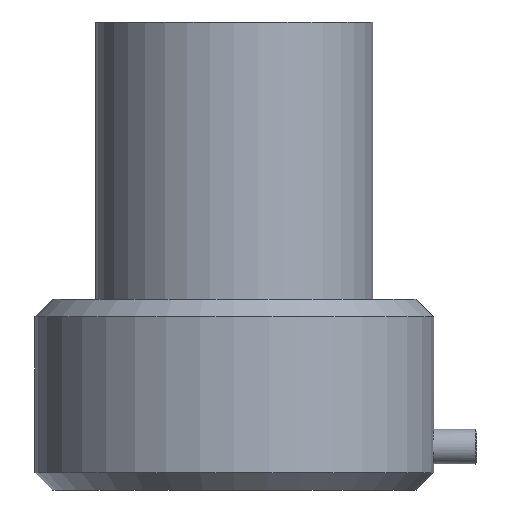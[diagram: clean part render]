
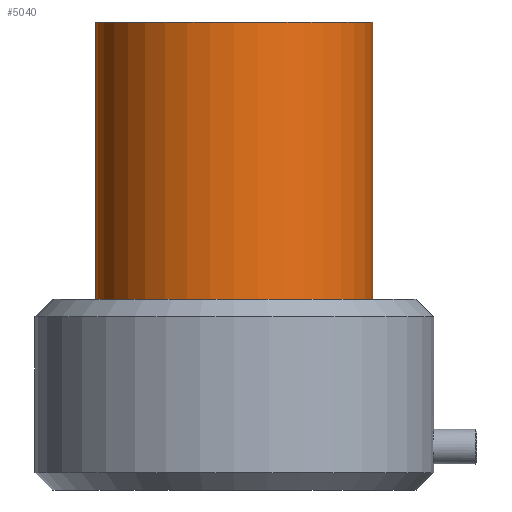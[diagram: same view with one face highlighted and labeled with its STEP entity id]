
A CAD part, front view. The second image highlights one B-rep face of the part: STEP entity #5040.
In plain terms, the highlighted cylindrical face has radius 8 mm (diameter 16 mm), a full revolution.
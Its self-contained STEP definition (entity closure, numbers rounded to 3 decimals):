
#48=CYLINDRICAL_SURFACE('',#5239,8.);
#54=CIRCLE('',#5223,8.);
#59=CIRCLE('',#5240,8.);
#471=FACE_OUTER_BOUND('',#779,.T.);
#779=EDGE_LOOP('',(#4482,#4483,#4484,#4485));
#1160=LINE('',#9509,#1539);
#1539=VECTOR('',#5838,8.);
#2348=VERTEX_POINT('',#9484);
#2353=VERTEX_POINT('',#9508);
#3065=EDGE_CURVE('',#2348,#2348,#54,.T.);
#3072=EDGE_CURVE('',#2348,#2353,#1160,.T.);
#3073=EDGE_CURVE('',#2353,#2353,#59,.T.);
#4482=ORIENTED_EDGE('',*,*,#3065,.T.);
#4483=ORIENTED_EDGE('',*,*,#3072,.T.);
#4484=ORIENTED_EDGE('',*,*,#3073,.F.);
#4485=ORIENTED_EDGE('',*,*,#3072,.F.);
#5040=ADVANCED_FACE('',(#471),#48,.T.);
#5223=AXIS2_PLACEMENT_3D('',#9485,#5802,#5803);
#5239=AXIS2_PLACEMENT_3D('',#9507,#5836,#5837);
#5240=AXIS2_PLACEMENT_3D('',#9510,#5839,#5840);
#5802=DIRECTION('center_axis',(0.,0.,-1.));
#5803=DIRECTION('ref_axis',(-1.,0.,0.));
#5836=DIRECTION('center_axis',(0.,0.,1.));
#5837=DIRECTION('ref_axis',(-1.,0.,0.));
#5838=DIRECTION('',(0.,0.,-1.));
#5839=DIRECTION('center_axis',(0.,0.,-1.));
#5840=DIRECTION('ref_axis',(-1.,0.,0.));
#9484=CARTESIAN_POINT('',(8.,0.,16.));
#9485=CARTESIAN_POINT('Origin',(0.,0.,16.));
#9507=CARTESIAN_POINT('Origin',(0.,0.,0.));
#9508=CARTESIAN_POINT('',(8.,0.,0.));
#9509=CARTESIAN_POINT('',(8.,0.,0.));
#9510=CARTESIAN_POINT('Origin',(0.,0.,0.));
